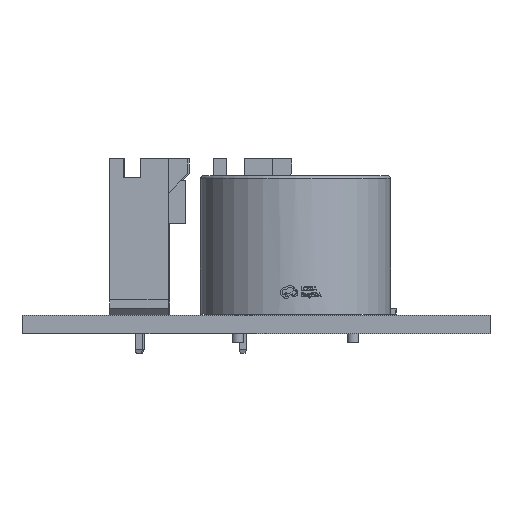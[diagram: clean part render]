
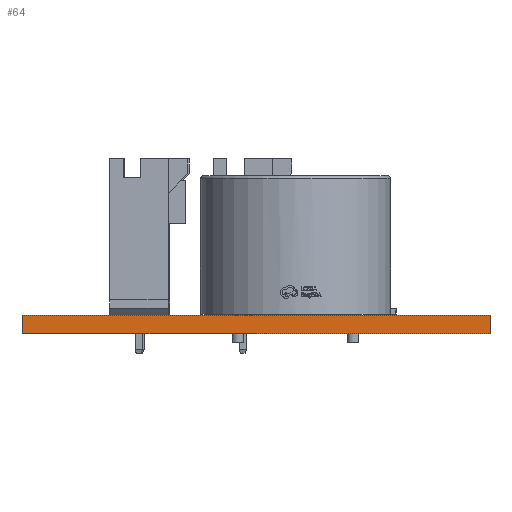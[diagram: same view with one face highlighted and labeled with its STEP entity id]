
A CAD part, front view. The second image highlights one B-rep face of the part: STEP entity #64.
In plain terms, the highlighted planar face has unit normal (0, -1, 0).
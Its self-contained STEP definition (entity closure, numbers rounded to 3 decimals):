
#64 = ADVANCED_FACE('',(#65),#99,.T.);
#65 = FACE_BOUND('',#66,.T.);
#66 = EDGE_LOOP('',(#67,#77,#85,#93));
#67 = ORIENTED_EDGE('',*,*,#68,.T.);
#68 = EDGE_CURVE('',#69,#71,#73,.T.);
#69 = VERTEX_POINT('',#70);
#70 = CARTESIAN_POINT('',(46.85,-60.439,0.));
#71 = VERTEX_POINT('',#72);
#72 = CARTESIAN_POINT('',(46.85,-60.439,1.6
    ));
#73 = LINE('',#74,#75);
#74 = CARTESIAN_POINT('',(46.85,-60.439,0.));
#75 = VECTOR('',#76,1.);
#76 = DIRECTION('',(0.,0.,1.));
#77 = ORIENTED_EDGE('',*,*,#78,.T.);
#78 = EDGE_CURVE('',#71,#79,#81,.T.);
#79 = VERTEX_POINT('',#80);
#80 = CARTESIAN_POINT('',(6.236,-60.439,1.6)
  );
#81 = LINE('',#82,#83);
#82 = CARTESIAN_POINT('',(46.85,-60.439,1.6
    ));
#83 = VECTOR('',#84,1.);
#84 = DIRECTION('',(-1.,0.,0.));
#85 = ORIENTED_EDGE('',*,*,#86,.F.);
#86 = EDGE_CURVE('',#87,#79,#89,.T.);
#87 = VERTEX_POINT('',#88);
#88 = CARTESIAN_POINT('',(6.236,-60.439,0.));
#89 = LINE('',#90,#91);
#90 = CARTESIAN_POINT('',(6.236,-60.439,0.));
#91 = VECTOR('',#92,1.);
#92 = DIRECTION('',(0.,0.,1.));
#93 = ORIENTED_EDGE('',*,*,#94,.F.);
#94 = EDGE_CURVE('',#69,#87,#95,.T.);
#95 = LINE('',#96,#97);
#96 = CARTESIAN_POINT('',(46.85,-60.439,0.));
#97 = VECTOR('',#98,1.);
#98 = DIRECTION('',(-1.,0.,0.));
#99 = PLANE('',#100);
#100 = AXIS2_PLACEMENT_3D('',#101,#102,#103);
#101 = CARTESIAN_POINT('',(46.85,-60.439,0.));
#102 = DIRECTION('',(0.,-1.,0.));
#103 = DIRECTION('',(-1.,0.,0.));
